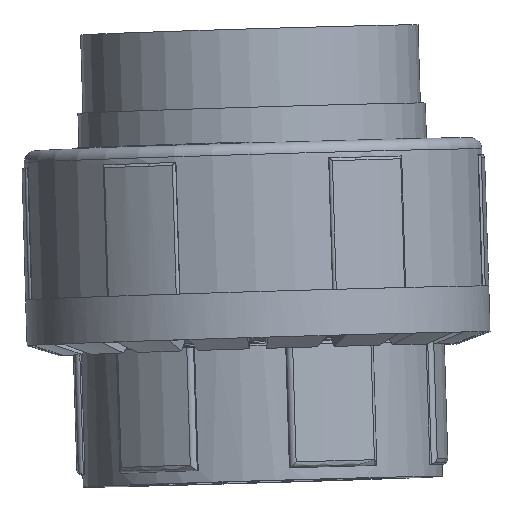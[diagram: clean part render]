
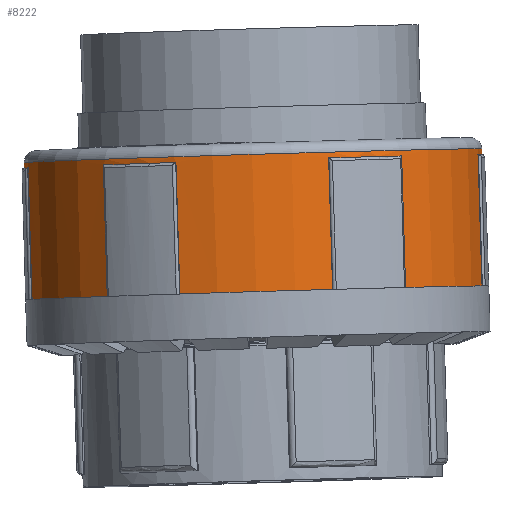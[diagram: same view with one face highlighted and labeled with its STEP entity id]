
A CAD part, top view. The second image highlights one B-rep face of the part: STEP entity #8222.
In plain terms, the highlighted cylindrical face has radius 40 mm (diameter 80 mm), a full revolution.
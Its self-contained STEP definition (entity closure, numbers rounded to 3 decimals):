
#377=CYLINDRICAL_SURFACE('',#8848,40.);
#440=FACE_BOUND('',#3421,.T.);
#1113=LINE('',#26630,#1824);
#1117=LINE('',#26643,#1828);
#1121=LINE('',#26687,#1832);
#1125=LINE('',#26700,#1836);
#1129=LINE('',#26742,#1840);
#1133=LINE('',#26755,#1844);
#1137=LINE('',#26799,#1848);
#1141=LINE('',#26812,#1852);
#1145=LINE('',#26856,#1856);
#1149=LINE('',#26869,#1860);
#1154=LINE('',#26938,#1865);
#1158=LINE('',#26945,#1869);
#1824=VECTOR('',#10494,10.);
#1828=VECTOR('',#10508,10.);
#1832=VECTOR('',#10524,10.);
#1836=VECTOR('',#10538,10.);
#1840=VECTOR('',#10554,10.);
#1844=VECTOR('',#10568,10.);
#1848=VECTOR('',#10584,10.);
#1852=VECTOR('',#10598,10.);
#1856=VECTOR('',#10614,10.);
#1860=VECTOR('',#10628,10.);
#1865=VECTOR('',#10687,10.);
#1869=VECTOR('',#10697,10.);
#2922=FACE_OUTER_BOUND('',#3420,.T.);
#3420=EDGE_LOOP('',(#5537,#5538,#5539,#5540,#5541,#5542,#5543,#5544,#5545,
#5546,#5547,#5548,#5549,#5550,#5551,#5552,#5553,#5554,#5555,#5556,#5557,
#5558,#5559,#5560));
#3421=EDGE_LOOP('',(#5561));
#5537=ORIENTED_EDGE('',*,*,#6667,.T.);
#5538=ORIENTED_EDGE('',*,*,#6755,.T.);
#5539=ORIENTED_EDGE('',*,*,#6689,.T.);
#5540=ORIENTED_EDGE('',*,*,#6676,.T.);
#5541=ORIENTED_EDGE('',*,*,#6683,.T.);
#5542=ORIENTED_EDGE('',*,*,#6754,.T.);
#5543=ORIENTED_EDGE('',*,*,#6705,.T.);
#5544=ORIENTED_EDGE('',*,*,#6692,.T.);
#5545=ORIENTED_EDGE('',*,*,#6699,.T.);
#5546=ORIENTED_EDGE('',*,*,#6753,.T.);
#5547=ORIENTED_EDGE('',*,*,#6721,.T.);
#5548=ORIENTED_EDGE('',*,*,#6708,.T.);
#5549=ORIENTED_EDGE('',*,*,#6715,.T.);
#5550=ORIENTED_EDGE('',*,*,#6752,.T.);
#5551=ORIENTED_EDGE('',*,*,#6737,.T.);
#5552=ORIENTED_EDGE('',*,*,#6724,.T.);
#5553=ORIENTED_EDGE('',*,*,#6731,.T.);
#5554=ORIENTED_EDGE('',*,*,#6751,.T.);
#5555=ORIENTED_EDGE('',*,*,#6767,.T.);
#5556=ORIENTED_EDGE('',*,*,#6757,.T.);
#5557=ORIENTED_EDGE('',*,*,#6763,.T.);
#5558=ORIENTED_EDGE('',*,*,#6745,.T.);
#5559=ORIENTED_EDGE('',*,*,#6673,.T.);
#5560=ORIENTED_EDGE('',*,*,#6660,.T.);
#5561=ORIENTED_EDGE('',*,*,#6786,.F.);
#6660=EDGE_CURVE('',#7471,#7470,#7710,.T.);
#6667=EDGE_CURVE('',#7470,#7476,#1113,.T.);
#6673=EDGE_CURVE('',#7480,#7471,#1117,.T.);
#6676=EDGE_CURVE('',#7483,#7482,#7716,.T.);
#6683=EDGE_CURVE('',#7482,#7488,#1121,.T.);
#6689=EDGE_CURVE('',#7492,#7483,#1125,.T.);
#6692=EDGE_CURVE('',#7495,#7494,#7722,.T.);
#6699=EDGE_CURVE('',#7494,#7500,#1129,.T.);
#6705=EDGE_CURVE('',#7504,#7495,#1133,.T.);
#6708=EDGE_CURVE('',#7507,#7506,#7728,.T.);
#6715=EDGE_CURVE('',#7506,#7512,#1137,.T.);
#6721=EDGE_CURVE('',#7516,#7507,#1141,.T.);
#6724=EDGE_CURVE('',#7519,#7518,#7734,.T.);
#6731=EDGE_CURVE('',#7518,#7524,#1145,.T.);
#6737=EDGE_CURVE('',#7528,#7519,#1149,.T.);
#6745=EDGE_CURVE('',#7530,#7480,#7745,.T.);
#6751=EDGE_CURVE('',#7524,#7535,#7749,.T.);
#6752=EDGE_CURVE('',#7512,#7528,#7750,.T.);
#6753=EDGE_CURVE('',#7500,#7516,#7751,.T.);
#6754=EDGE_CURVE('',#7488,#7504,#7752,.T.);
#6755=EDGE_CURVE('',#7476,#7492,#7753,.T.);
#6757=EDGE_CURVE('',#7538,#7537,#7755,.T.);
#6763=EDGE_CURVE('',#7537,#7530,#1154,.T.);
#6767=EDGE_CURVE('',#7535,#7538,#1158,.T.);
#6786=EDGE_CURVE('',#7542,#7542,#7776,.T.);
#7470=VERTEX_POINT('',#26590);
#7471=VERTEX_POINT('',#26592);
#7476=VERTEX_POINT('',#26628);
#7480=VERTEX_POINT('',#26642);
#7482=VERTEX_POINT('',#26647);
#7483=VERTEX_POINT('',#26649);
#7488=VERTEX_POINT('',#26685);
#7492=VERTEX_POINT('',#26699);
#7494=VERTEX_POINT('',#26704);
#7495=VERTEX_POINT('',#26706);
#7500=VERTEX_POINT('',#26740);
#7504=VERTEX_POINT('',#26754);
#7506=VERTEX_POINT('',#26759);
#7507=VERTEX_POINT('',#26761);
#7512=VERTEX_POINT('',#26797);
#7516=VERTEX_POINT('',#26811);
#7518=VERTEX_POINT('',#26816);
#7519=VERTEX_POINT('',#26818);
#7524=VERTEX_POINT('',#26854);
#7528=VERTEX_POINT('',#26868);
#7530=VERTEX_POINT('',#26884);
#7535=VERTEX_POINT('',#26894);
#7537=VERTEX_POINT('',#26903);
#7538=VERTEX_POINT('',#26905);
#7542=VERTEX_POINT('',#26967);
#7710=CIRCLE('',#8743,40.);
#7716=CIRCLE('',#8754,40.);
#7722=CIRCLE('',#8765,40.);
#7728=CIRCLE('',#8776,40.);
#7734=CIRCLE('',#8787,40.);
#7745=CIRCLE('',#8808,40.);
#7749=CIRCLE('',#8812,40.);
#7750=CIRCLE('',#8813,40.);
#7751=CIRCLE('',#8814,40.);
#7752=CIRCLE('',#8815,40.);
#7753=CIRCLE('',#8816,40.);
#7755=CIRCLE('',#8819,40.);
#7776=CIRCLE('',#8847,40.);
#8222=ADVANCED_FACE('',(#2922,#440),#377,.T.);
#8743=AXIS2_PLACEMENT_3D('',#26593,#10484,#10485);
#8754=AXIS2_PLACEMENT_3D('',#26650,#10514,#10515);
#8765=AXIS2_PLACEMENT_3D('',#26707,#10544,#10545);
#8776=AXIS2_PLACEMENT_3D('',#26762,#10574,#10575);
#8787=AXIS2_PLACEMENT_3D('',#26819,#10604,#10605);
#8808=AXIS2_PLACEMENT_3D('',#26885,#10654,#10655);
#8812=AXIS2_PLACEMENT_3D('',#26896,#10664,#10665);
#8813=AXIS2_PLACEMENT_3D('',#26897,#10666,#10667);
#8814=AXIS2_PLACEMENT_3D('',#26898,#10668,#10669);
#8815=AXIS2_PLACEMENT_3D('',#26899,#10670,#10671);
#8816=AXIS2_PLACEMENT_3D('',#26900,#10672,#10673);
#8819=AXIS2_PLACEMENT_3D('',#26906,#10678,#10679);
#8847=AXIS2_PLACEMENT_3D('',#26968,#10740,#10741);
#8848=AXIS2_PLACEMENT_3D('',#26969,#10742,#10743);
#10484=DIRECTION('center_axis',(-1.,0.,0.));
#10485=DIRECTION('ref_axis',(0.,-1.,0.));
#10494=DIRECTION('',(1.,0.,0.));
#10508=DIRECTION('',(-1.,0.,0.));
#10514=DIRECTION('center_axis',(-1.,0.,0.));
#10515=DIRECTION('ref_axis',(0.,-1.,0.));
#10524=DIRECTION('',(1.,0.,0.));
#10538=DIRECTION('',(-1.,0.,0.));
#10544=DIRECTION('center_axis',(-1.,0.,0.));
#10545=DIRECTION('ref_axis',(0.,-1.,0.));
#10554=DIRECTION('',(1.,0.,0.));
#10568=DIRECTION('',(-1.,0.,0.));
#10574=DIRECTION('center_axis',(-1.,0.,0.));
#10575=DIRECTION('ref_axis',(0.,-1.,0.));
#10584=DIRECTION('',(1.,0.,0.));
#10598=DIRECTION('',(-1.,0.,0.));
#10604=DIRECTION('center_axis',(-1.,0.,0.));
#10605=DIRECTION('ref_axis',(0.,-1.,0.));
#10614=DIRECTION('',(1.,0.,0.));
#10628=DIRECTION('',(-1.,0.,0.));
#10654=DIRECTION('center_axis',(-1.,0.,0.));
#10655=DIRECTION('ref_axis',(0.,-1.,0.));
#10664=DIRECTION('center_axis',(-1.,0.,0.));
#10665=DIRECTION('ref_axis',(0.,-1.,0.));
#10666=DIRECTION('center_axis',(-1.,0.,0.));
#10667=DIRECTION('ref_axis',(0.,-1.,0.));
#10668=DIRECTION('center_axis',(-1.,0.,0.));
#10669=DIRECTION('ref_axis',(0.,-1.,0.));
#10670=DIRECTION('center_axis',(-1.,0.,0.));
#10671=DIRECTION('ref_axis',(0.,-1.,0.));
#10672=DIRECTION('center_axis',(-1.,0.,0.));
#10673=DIRECTION('ref_axis',(0.,-1.,0.));
#10678=DIRECTION('center_axis',(-1.,0.,0.));
#10679=DIRECTION('ref_axis',(0.,-1.,0.));
#10687=DIRECTION('',(1.,0.,0.));
#10697=DIRECTION('',(-1.,0.,0.));
#10740=DIRECTION('center_axis',(-1.,0.,0.));
#10741=DIRECTION('ref_axis',(0.,1.,0.));
#10742=DIRECTION('center_axis',(-1.,0.,0.));
#10743=DIRECTION('ref_axis',(0.,-1.,0.));
#26590=CARTESIAN_POINT('',(3.,13.35,-37.706));
#26592=CARTESIAN_POINT('',(3.,25.98,-30.415));
#26593=CARTESIAN_POINT('Origin',(3.,0.,0.));
#26628=CARTESIAN_POINT('',(26.,13.35,-37.706));
#26630=CARTESIAN_POINT('',(17.,13.35,-37.706));
#26642=CARTESIAN_POINT('',(26.,25.98,-30.415));
#26643=CARTESIAN_POINT('',(17.,25.98,-30.415));
#26647=CARTESIAN_POINT('',(3.,-25.98,-30.415));
#26649=CARTESIAN_POINT('',(3.,-13.35,-37.706));
#26650=CARTESIAN_POINT('Origin',(3.,0.,0.));
#26685=CARTESIAN_POINT('',(26.,-25.98,-30.415));
#26687=CARTESIAN_POINT('',(17.,-25.98,-30.415));
#26699=CARTESIAN_POINT('',(26.,-13.35,-37.706));
#26700=CARTESIAN_POINT('',(17.,-13.35,-37.706));
#26704=CARTESIAN_POINT('',(3.,-39.33,7.292));
#26706=CARTESIAN_POINT('',(3.,-39.33,-7.292));
#26707=CARTESIAN_POINT('Origin',(3.,0.,0.));
#26740=CARTESIAN_POINT('',(26.,-39.33,7.292));
#26742=CARTESIAN_POINT('',(17.,-39.33,7.292));
#26754=CARTESIAN_POINT('',(26.,-39.33,-7.292));
#26755=CARTESIAN_POINT('',(17.,-39.33,-7.292));
#26759=CARTESIAN_POINT('',(3.,-13.35,37.706));
#26761=CARTESIAN_POINT('',(3.,-25.98,30.415));
#26762=CARTESIAN_POINT('Origin',(3.,0.,0.));
#26797=CARTESIAN_POINT('',(26.,-13.35,37.706));
#26799=CARTESIAN_POINT('',(17.,-13.35,37.706));
#26811=CARTESIAN_POINT('',(26.,-25.98,30.415));
#26812=CARTESIAN_POINT('',(17.,-25.98,30.415));
#26816=CARTESIAN_POINT('',(3.,25.98,30.415));
#26818=CARTESIAN_POINT('',(3.,13.35,37.706));
#26819=CARTESIAN_POINT('Origin',(3.,0.,0.));
#26854=CARTESIAN_POINT('',(26.,25.98,30.415));
#26856=CARTESIAN_POINT('',(17.,25.98,30.415));
#26868=CARTESIAN_POINT('',(26.,13.35,37.706));
#26869=CARTESIAN_POINT('',(17.,13.35,37.706));
#26884=CARTESIAN_POINT('',(26.,39.33,-7.292));
#26885=CARTESIAN_POINT('Origin',(26.,0.,0.));
#26894=CARTESIAN_POINT('',(26.,39.33,7.292));
#26896=CARTESIAN_POINT('Origin',(26.,0.,0.));
#26897=CARTESIAN_POINT('Origin',(26.,0.,0.));
#26898=CARTESIAN_POINT('Origin',(26.,0.,0.));
#26899=CARTESIAN_POINT('Origin',(26.,0.,0.));
#26900=CARTESIAN_POINT('Origin',(26.,0.,0.));
#26903=CARTESIAN_POINT('',(3.,39.33,-7.292));
#26905=CARTESIAN_POINT('',(3.,39.33,7.292));
#26906=CARTESIAN_POINT('Origin',(3.,0.,0.));
#26938=CARTESIAN_POINT('',(17.,39.33,-7.292));
#26945=CARTESIAN_POINT('',(17.,39.33,7.292));
#26967=CARTESIAN_POINT('',(2.,-40.,0.));
#26968=CARTESIAN_POINT('Origin',(2.,0.,0.));
#26969=CARTESIAN_POINT('Origin',(17.,0.,0.));
